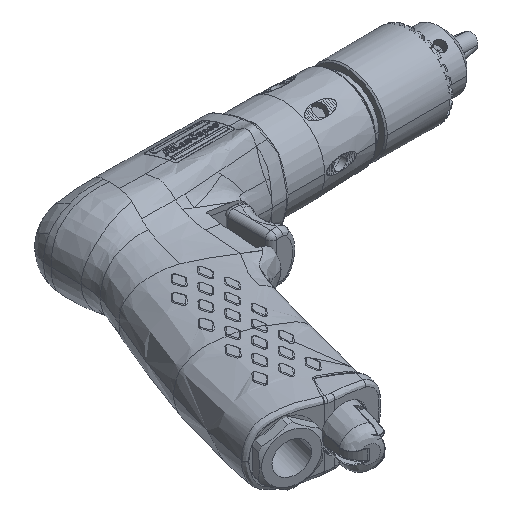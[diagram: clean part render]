
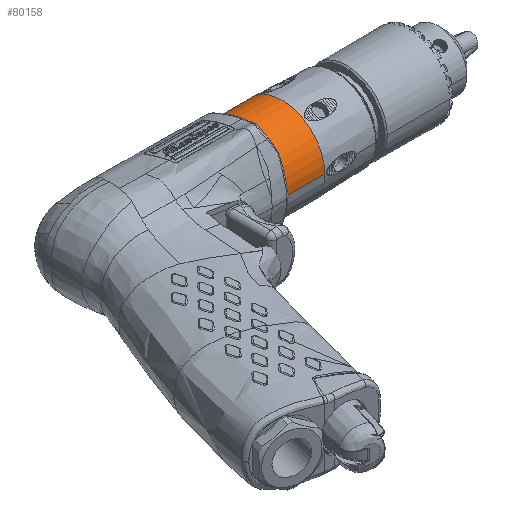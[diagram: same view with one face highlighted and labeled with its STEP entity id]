
A CAD part, isometric view. The second image highlights one B-rep face of the part: STEP entity #80158.
In plain terms, the highlighted cylindrical face has radius 15.7 mm (diameter 31.4 mm), a partial arc.
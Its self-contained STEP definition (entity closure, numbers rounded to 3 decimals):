
#76365=DIRECTION('',(-1.,0.,0.));
#76366=VECTOR('',#76365,14.);
#76367=CARTESIAN_POINT('',(65.5,-15.7,0.));
#76368=LINE('',#76367,#76366);
#76369=CARTESIAN_POINT('',(51.5,0.,0.));
#76370=DIRECTION('',(-1.,0.,0.));
#76371=DIRECTION('',(0.,-1.,0.));
#76372=AXIS2_PLACEMENT_3D('',#76369,#76370,#76371);
#76374=DIRECTION('',(-1.,0.,0.));
#76375=VECTOR('',#76374,14.);
#76376=CARTESIAN_POINT('',(65.5,15.7,0.));
#76377=LINE('',#76376,#76375);
#76378=CARTESIAN_POINT('',(65.5,0.,0.));
#76379=DIRECTION('',(-1.,0.,0.));
#76380=DIRECTION('',(0.,-1.,0.));
#76381=AXIS2_PLACEMENT_3D('',#76378,#76379,#76380);
#77676=CARTESIAN_POINT('',(65.5,-15.7,0.));
#77677=CARTESIAN_POINT('',(51.5,-15.7,0.));
#77678=VERTEX_POINT('',#77676);
#77679=VERTEX_POINT('',#77677);
#77680=CARTESIAN_POINT('',(65.5,15.7,0.));
#77681=CARTESIAN_POINT('',(51.5,15.7,0.));
#77682=VERTEX_POINT('',#77680);
#77683=VERTEX_POINT('',#77681);
#80144=CARTESIAN_POINT('',(49.8,0.,0.));
#80145=DIRECTION('',(1.,0.,0.));
#80146=DIRECTION('',(0.,1.,0.));
#80147=AXIS2_PLACEMENT_3D('',#80144,#80145,#80146);
#80148=CYLINDRICAL_SURFACE('',#80147,15.7);
#80150=ORIENTED_EDGE('',*,*,#80149,.T.);
#80152=ORIENTED_EDGE('',*,*,#80151,.T.);
#80154=ORIENTED_EDGE('',*,*,#80153,.F.);
#80155=ORIENTED_EDGE('',*,*,#78439,.F.);
#80156=EDGE_LOOP('',(#80150,#80152,#80154,#80155));
#80157=FACE_OUTER_BOUND('',#80156,.F.);
#80158=ADVANCED_FACE('',(#80157),#80148,.T.);
#76373=CIRCLE('',#76372,15.7);
#76382=CIRCLE('',#76381,15.7);
#78439=EDGE_CURVE('',#77678,#77682,#76382,.T.);
#80149=EDGE_CURVE('',#77678,#77679,#76368,.T.);
#80151=EDGE_CURVE('',#77679,#77683,#76373,.T.);
#80153=EDGE_CURVE('',#77682,#77683,#76377,.T.);
